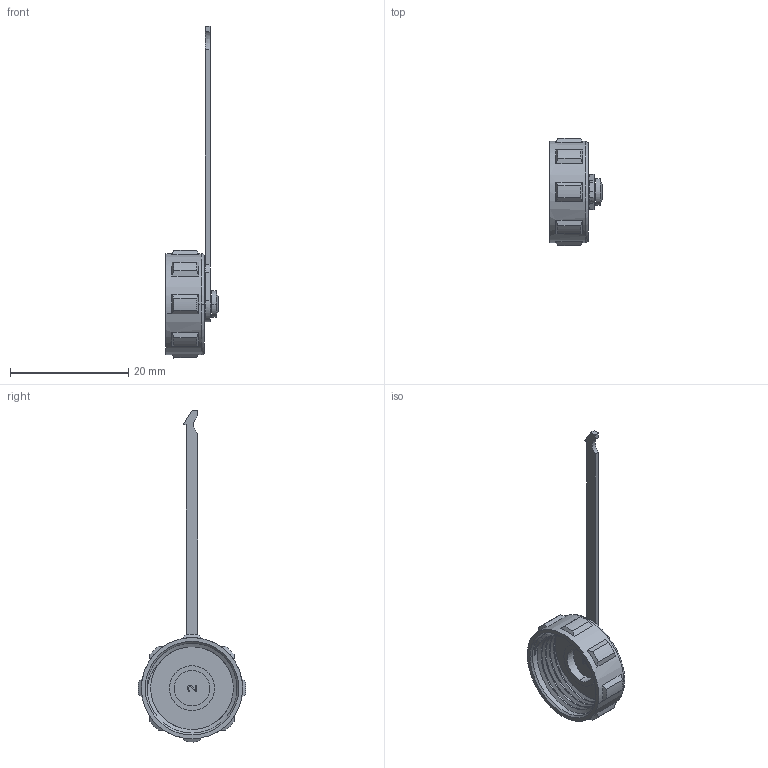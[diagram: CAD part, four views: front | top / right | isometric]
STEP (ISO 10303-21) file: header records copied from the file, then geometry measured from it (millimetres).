
FILE_DESCRIPTION((''),'2;1');
FILE_NAME('111','2020-03-14T',('Administrator'),(''),'CREO PARAMETRIC BY PTC INC, 2016130','CREO PARAMETRIC BY PTC INC, 2016130','');
FILE_SCHEMA(('CONFIG_CONTROL_DESIGN'));
Length unit declared in the file: inch
Products named in the file (1): 111
Bounding box: 8.8 x 18.2 x 56.09 mm (x, y, z)
Volume: 738.8 mm3; surface area: 1638.4 mm2
Topology: 2 solids, 2 shells, 134 faces, 370 edges, 253 vertices
Faces by surface type: plane 65, cone 28, cylinder 28, bspline 10, torus 2, extrusion 1
Entity records: 6126 total; most frequent: CARTESIAN_POINT 2695, ORIENTED_EDGE 740, DIRECTION 662, EDGE_CURVE 370, VERTEX_POINT 253, AXIS2_PLACEMENT_3D 241, VECTOR 180, LINE 179
